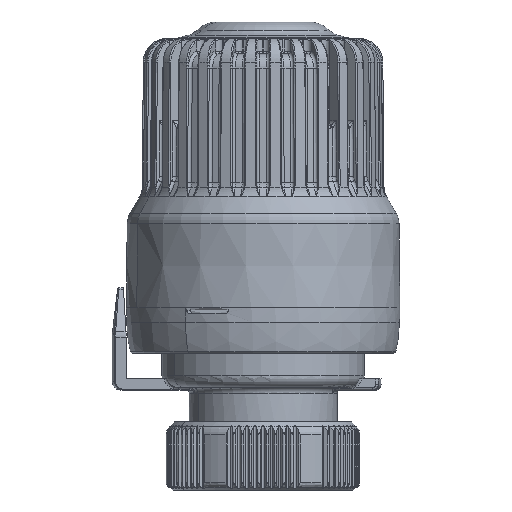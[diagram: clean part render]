
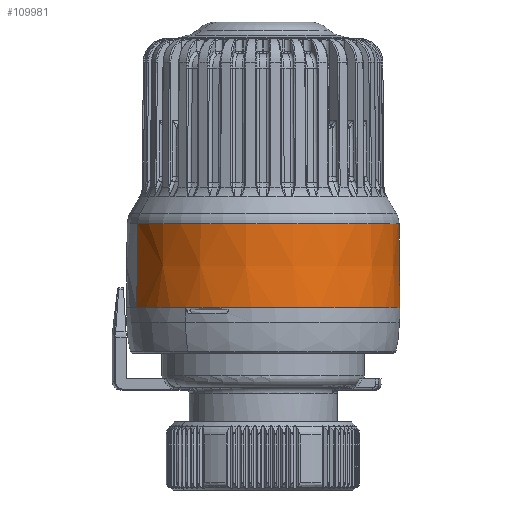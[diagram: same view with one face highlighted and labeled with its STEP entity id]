
A CAD part, left-side view. The second image highlights one B-rep face of the part: STEP entity #109981.
In plain terms, the highlighted conical face has half-angle 0.5 degrees and reference radius 23.857 mm.
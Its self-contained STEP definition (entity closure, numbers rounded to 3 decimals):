
#245=CARTESIAN_POINT('Vertex',(-23.211,6.105,26.)) ;
#333=CARTESIAN_POINT('Vertex',(-19.915,13.394,26.)) ;
#384=CARTESIAN_POINT('Axis2P3D Location',(0.,0.,26.)) ;
#388=CARTESIAN_POINT('Vertex',(-19.784,13.586,26.)) ;
#407=CARTESIAN_POINT('Vertex',(9.241,-22.149,26.)) ;
#410=CARTESIAN_POINT('Axis2P3D Location',(0.,0.,26.)) ;
#429=CARTESIAN_POINT('Axis2P3D Location',(0.,0.,26.)) ;
#433=CARTESIAN_POINT('Vertex',(-9.241,22.149,26.)) ;
#109918=CARTESIAN_POINT('Vertex',(9.192,-22.031,40.727)) ;
#109925=CARTESIAN_POINT('Vertex',(-9.192,22.031,40.727)) ;
#109928=CARTESIAN_POINT('Axis2P3D Location',(0.,0.,40.727)) ;
#109945=CARTESIAN_POINT('Axis2P3D Location',(0.,0.,26.)) ;
#109957=CARTESIAN_POINT('Axis2P3D Location',(0.,0.,42.418)) ;
#109962=CARTESIAN_POINT('Line Origine',(-9.214,22.083,34.209)) ;
#109967=CARTESIAN_POINT('Line Origine',(9.214,-22.083,34.209)) ;
#385=DIRECTION('Axis2P3D Direction',(0.,0.,-1.)) ;
#411=DIRECTION('Axis2P3D Direction',(0.,0.,-1.)) ;
#430=DIRECTION('Axis2P3D Direction',(0.,0.,-1.)) ;
#109929=DIRECTION('Axis2P3D Direction',(0.,-0.,1.)) ;
#109946=DIRECTION('Axis2P3D Direction',(-0.,0.,1.)) ;
#109958=DIRECTION('Axis2P3D Direction',(-0.,0.,-1.)) ;
#109959=DIRECTION('Axis2P3D XDirection',(0.385,-0.923,0.)) ;
#109963=DIRECTION('Vector Direction',(-0.003,0.008,-1.)) ;
#109968=DIRECTION('Vector Direction',(0.003,-0.008,-1.)) ;
#386=AXIS2_PLACEMENT_3D('Circle Axis2P3D',#384,#385,$) ;
#412=AXIS2_PLACEMENT_3D('Circle Axis2P3D',#410,#411,$) ;
#431=AXIS2_PLACEMENT_3D('Circle Axis2P3D',#429,#430,$) ;
#109930=AXIS2_PLACEMENT_3D('Circle Axis2P3D',#109928,#109929,$) ;
#109947=AXIS2_PLACEMENT_3D('Circle Axis2P3D',#109945,#109946,$) ;
#109960=AXIS2_PLACEMENT_3D('Cone Axis2P3D',#109957,#109958,#109959) ;
#109973=ORIENTED_EDGE('',*,*,#109966,.T.) ;
#109974=ORIENTED_EDGE('',*,*,#435,.T.) ;
#109975=ORIENTED_EDGE('',*,*,#390,.T.) ;
#109976=ORIENTED_EDGE('',*,*,#109949,.T.) ;
#109977=ORIENTED_EDGE('',*,*,#414,.T.) ;
#109978=ORIENTED_EDGE('',*,*,#109971,.F.) ;
#109979=ORIENTED_EDGE('',*,*,#109932,.T.) ;
#109964=VECTOR('Line Direction',#109963,1.) ;
#109969=VECTOR('Line Direction',#109968,1.) ;
#109981=ADVANCED_FACE('PartBody',(#109980),#109961,.T.) ;
#387=CIRCLE('generated circle',#386,24.) ;
#413=CIRCLE('generated circle',#412,24.) ;
#432=CIRCLE('generated circle',#431,24.) ;
#109931=CIRCLE('generated circle',#109930,23.871) ;
#109948=CIRCLE('generated circle',#109947,24.) ;
#109961=CONICAL_SURFACE('Cone',#109960,23.857,0.009) ;
#390=EDGE_CURVE('',#389,#334,#387,.F.) ;
#414=EDGE_CURVE('',#246,#408,#413,.F.) ;
#435=EDGE_CURVE('',#434,#389,#432,.F.) ;
#109932=EDGE_CURVE('',#109919,#109926,#109931,.F.) ;
#109949=EDGE_CURVE('',#334,#246,#109948,.T.) ;
#109966=EDGE_CURVE('',#109926,#434,#109965,.T.) ;
#109971=EDGE_CURVE('',#109919,#408,#109970,.T.) ;
#109972=EDGE_LOOP('',(#109973,#109974,#109975,#109976,#109977,#109978,#109979)) ;
#109980=FACE_OUTER_BOUND('',#109972,.T.) ;
#109965=LINE('Line',#109962,#109964) ;
#109970=LINE('Line',#109967,#109969) ;
#246=VERTEX_POINT('',#245) ;
#334=VERTEX_POINT('',#333) ;
#389=VERTEX_POINT('',#388) ;
#408=VERTEX_POINT('',#407) ;
#434=VERTEX_POINT('',#433) ;
#109919=VERTEX_POINT('',#109918) ;
#109926=VERTEX_POINT('',#109925) ;
